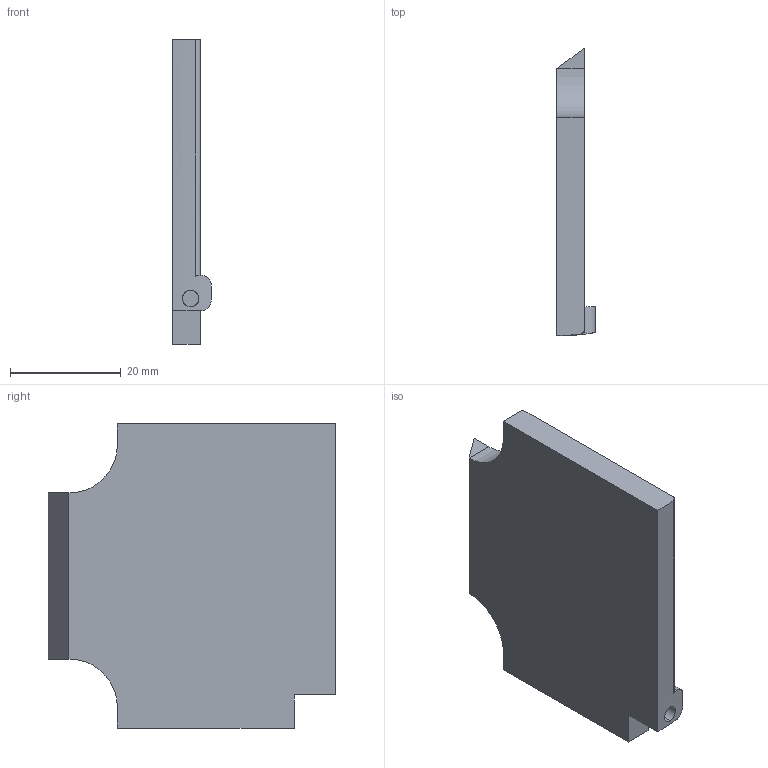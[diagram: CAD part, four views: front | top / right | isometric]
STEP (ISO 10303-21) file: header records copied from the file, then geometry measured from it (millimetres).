
FILE_DESCRIPTION (( 'STEP AP203' ), '1' );
FILE_NAME ('Lid B (1)(Mirror) (1).STEP', '2024-07-11T18:31:01', ( '微软用户' ), ( '微软中国' ), 'SwSTEP 2.0', 'SolidWorks 2023', '' );
FILE_SCHEMA (( 'CONFIG_CONTROL_DESIGN' ));
Length unit declared in the file: millimetre
Products named in the file (1): Lid B (1)(Mirror) (1)
Bounding box: 7 x 51.96 x 55 mm (x, y, z)
Volume: 12373 mm3; surface area: 6053.1 mm2
Topology: 1 solids, 1 shells, 23 faces, 56 edges, 36 vertices
Faces by surface type: plane 14, cylinder 9
Entity records: 826 total; most frequent: CARTESIAN_POINT 208, ORIENTED_EDGE 112, DIRECTION 109, EDGE_CURVE 56, VECTOR 39, LINE 39, VERTEX_POINT 36, AXIS2_PLACEMENT_3D 35
